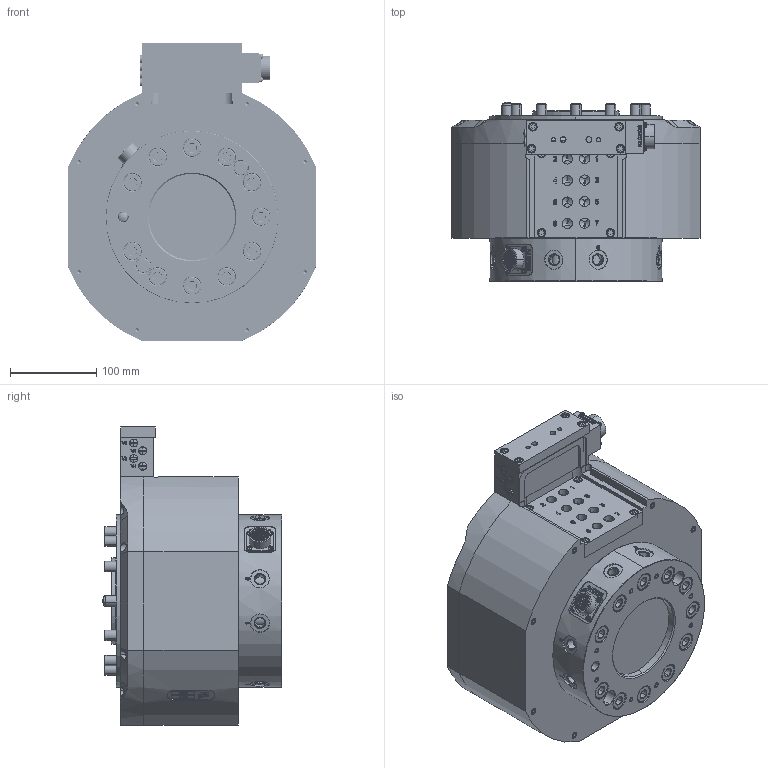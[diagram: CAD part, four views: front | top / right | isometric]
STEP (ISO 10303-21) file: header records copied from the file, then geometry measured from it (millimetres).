
FILE_DESCRIPTION (( 'STEP AP203' ), '1' );
FILE_NAME ('P0610.STEP', '2018-11-27T08:29:06', ( '' ), ( '' ), 'SwSTEP 2.0', 'SolidWorks 2017', '' );
FILE_SCHEMA (( 'CONFIG_CONTROL_DESIGN' ));
Length unit declared in the file: millimetre
Products named in the file (1): P0610
Bounding box: 288 x 207.8 x 346 mm (x, y, z)
Volume: 11513155.8 mm3; surface area: 1000272.6 mm2
Topology: 124 solids, 125 shells, 3962 faces, 9376 edges, 5979 vertices
Faces by surface type: plane 1631, cylinder 1109, bspline 574, cone 524, torus 100, sphere 24
Entity records: 145056 total; most frequent: CARTESIAN_POINT 55315, ORIENTED_EDGE 18552, DIRECTION 17692, EDGE_CURVE 9276, AXIS2_PLACEMENT_3D 6290, VERTEX_POINT 5979, VECTOR 5112, LINE 5112
